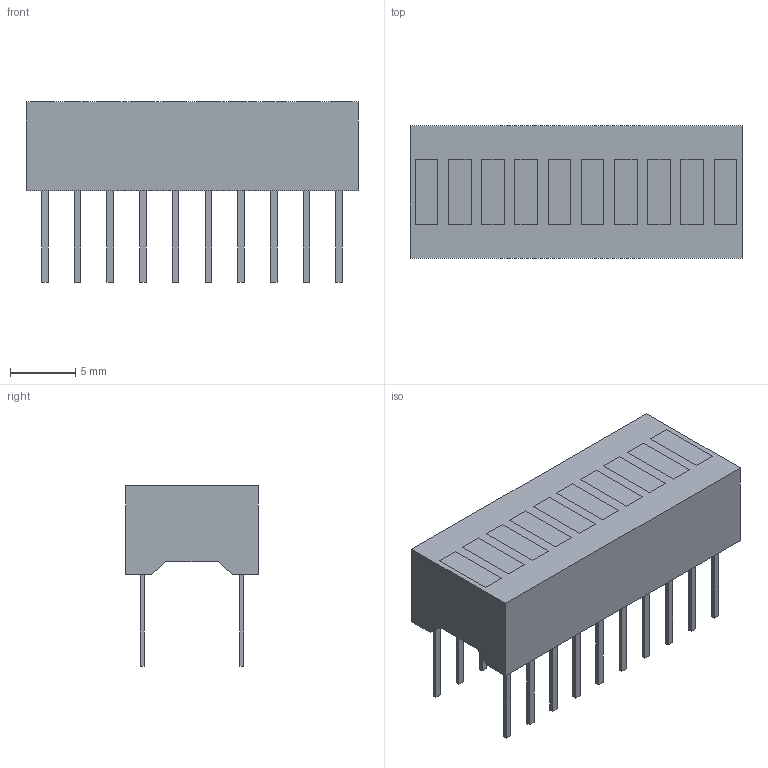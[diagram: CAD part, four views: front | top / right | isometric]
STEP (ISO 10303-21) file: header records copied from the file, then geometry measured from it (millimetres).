
FILE_DESCRIPTION (( 'STEP AP214' ), '1' );
FILE_NAME ('55B2D68F-A8C5-40B3-9960-049E647BB2AF.STEP', '2024-05-20T02:55:01', ( '' ), ( '' ), 'SwSTEP 2.0', 'SolidWorks 2022', '' );
FILE_SCHEMA (( 'AUTOMOTIVE_DESIGN' ));
Length unit declared in the file: millimetre
Products named in the file (1): 55B2D68F-A8C5-40B3-9960-049E647BB2AF
Bounding box: 25.4 x 10.16 x 13.8 mm (x, y, z)
Volume: 1647.2 mm3; surface area: 1236.3 mm2
Topology: 1 solids, 1 shells, 120 faces, 304 edges, 216 vertices
Faces by surface type: plane 120
Entity records: 4832 total; most frequent: CARTESIAN_POINT 641, ORIENTED_EDGE 608, DIRECTION 546, LINE 304, VECTOR 304, EDGE_CURVE 304, VERTEX_POINT 216, EDGE_LOOP 150
